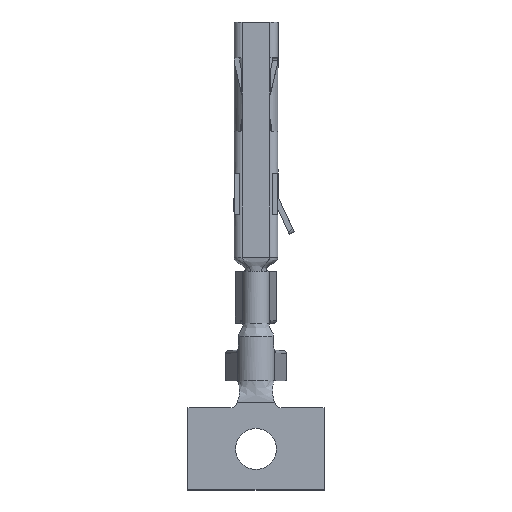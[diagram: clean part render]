
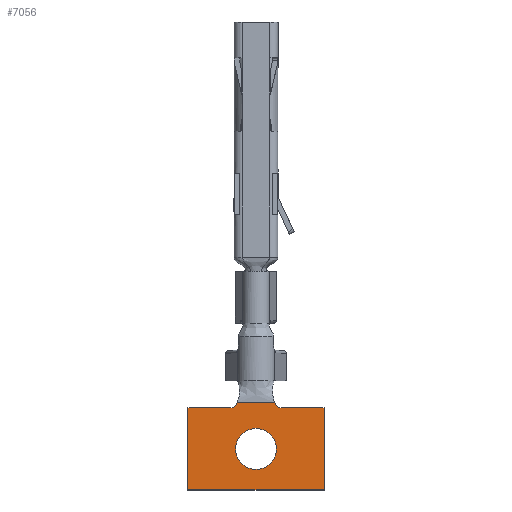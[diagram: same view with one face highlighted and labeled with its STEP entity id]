
A CAD part, top view. The second image highlights one B-rep face of the part: STEP entity #7056.
In plain terms, the highlighted planar face has unit normal (0, 0, 1).
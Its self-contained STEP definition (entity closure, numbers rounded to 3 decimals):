
#6941=CARTESIAN_POINT('',(0.681,-12.6,0.));
#6942=VERTEX_POINT('',#6941);
#6954=CARTESIAN_POINT('',(-0.681,-12.6,0.));
#6955=VERTEX_POINT('',#6954);
#6963=CARTESIAN_POINT('',(-0.681,-12.6,0.));
#6964=DIRECTION('',(1.,0.,0.));
#6965=VECTOR('',#6964,1.362);
#6966=LINE('',#6963,#6965);
#6967=EDGE_CURVE('',#6955,#6942,#6966,.T.);
#6972=CARTESIAN_POINT('',(0.,0.,0.));
#6973=DIRECTION('',(-1.,0.,0.));
#6974=DIRECTION('',(0.,0.,1.));
#6975=AXIS2_PLACEMENT_3D('',#6972,#6974,#6973);
#6976=PLANE('',#6975);
#6977=CARTESIAN_POINT('',(-0.964,-12.8,0.));
#6978=VERTEX_POINT('',#6977);
#6979=CARTESIAN_POINT('',(-0.964,-12.5,0.));
#6980=DIRECTION('',(0.943,-0.333,0.));
#6981=DIRECTION('',(-0.,0.,-1.));
#6982=AXIS2_PLACEMENT_3D('',#6979,#6981,#6980);
#6983=CIRCLE('',#6982,0.3);
#6984=EDGE_CURVE('',#6955,#6978,#6983,.T.);
#6985=ORIENTED_EDGE('',*,*,#6984,.T.);
#6986=CARTESIAN_POINT('',(-2.485,-12.8,0.));
#6987=VERTEX_POINT('',#6986);
#6988=CARTESIAN_POINT('',(-0.964,-12.8,0.));
#6989=DIRECTION('',(-1.,0.,0.));
#6990=VECTOR('',#6989,1.521);
#6991=LINE('',#6988,#6990);
#6992=EDGE_CURVE('',#6978,#6987,#6991,.T.);
#6993=ORIENTED_EDGE('',*,*,#6992,.T.);
#6994=CARTESIAN_POINT('',(-2.485,-15.8,0.));
#6995=VERTEX_POINT('',#6994);
#6996=CARTESIAN_POINT('',(-2.485,-12.8,0.));
#6997=DIRECTION('',(0.,-1.,0.));
#6998=VECTOR('',#6997,3.);
#6999=LINE('',#6996,#6998);
#7000=EDGE_CURVE('',#6987,#6995,#6999,.T.);
#7001=ORIENTED_EDGE('',*,*,#7000,.T.);
#7002=CARTESIAN_POINT('',(2.485,-15.8,0.));
#7003=VERTEX_POINT('',#7002);
#7004=CARTESIAN_POINT('',(-2.485,-15.8,0.));
#7005=DIRECTION('',(1.,0.,0.));
#7006=VECTOR('',#7005,4.97);
#7007=LINE('',#7004,#7006);
#7008=EDGE_CURVE('',#6995,#7003,#7007,.T.);
#7009=ORIENTED_EDGE('',*,*,#7008,.T.);
#7010=CARTESIAN_POINT('',(2.485,-12.8,0.));
#7011=VERTEX_POINT('',#7010);
#7012=CARTESIAN_POINT('',(2.485,-15.8,0.));
#7013=DIRECTION('',(0.,1.,0.));
#7014=VECTOR('',#7013,3.);
#7015=LINE('',#7012,#7014);
#7016=EDGE_CURVE('',#7003,#7011,#7015,.T.);
#7017=ORIENTED_EDGE('',*,*,#7016,.T.);
#7018=CARTESIAN_POINT('',(0.964,-12.8,0.));
#7019=VERTEX_POINT('',#7018);
#7020=CARTESIAN_POINT('',(2.485,-12.8,0.));
#7021=DIRECTION('',(-1.,0.,0.));
#7022=VECTOR('',#7021,1.521);
#7023=LINE('',#7020,#7022);
#7024=EDGE_CURVE('',#7011,#7019,#7023,.T.);
#7025=ORIENTED_EDGE('',*,*,#7024,.T.);
#7026=CARTESIAN_POINT('',(0.964,-12.5,0.));
#7027=DIRECTION('',(0.,-1.,0.));
#7028=DIRECTION('',(0.,0.,-1.));
#7029=AXIS2_PLACEMENT_3D('',#7026,#7028,#7027);
#7030=CIRCLE('',#7029,0.3);
#7031=EDGE_CURVE('',#7019,#6942,#7030,.T.);
#7032=ORIENTED_EDGE('',*,*,#7031,.T.);
#7033=ORIENTED_EDGE('',*,*,#6967,.F.);
#7034=EDGE_LOOP('',(#6985,#6993,#7001,#7009,#7017,#7025,#7032,#7033));
#7035=FACE_OUTER_BOUND('',#7034,.T.);
#7036=CARTESIAN_POINT('',(-0.75,-14.3,0.));
#7037=VERTEX_POINT('',#7036);
#7038=CARTESIAN_POINT('',(0.75,-14.3,0.));
#7039=VERTEX_POINT('',#7038);
#7040=CARTESIAN_POINT('',(0.,-14.3,0.));
#7041=DIRECTION('',(-1.,0.,0.));
#7042=DIRECTION('',(0.,0.,-1.));
#7043=AXIS2_PLACEMENT_3D('',#7040,#7042,#7041);
#7044=CIRCLE('',#7043,0.75);
#7045=EDGE_CURVE('',#7037,#7039,#7044,.T.);
#7046=ORIENTED_EDGE('',*,*,#7045,.T.);
#7047=CARTESIAN_POINT('',(0.,-14.3,0.));
#7048=DIRECTION('',(1.,0.,0.));
#7049=DIRECTION('',(-0.,0.,-1.));
#7050=AXIS2_PLACEMENT_3D('',#7047,#7049,#7048);
#7051=CIRCLE('',#7050,0.75);
#7052=EDGE_CURVE('',#7039,#7037,#7051,.T.);
#7053=ORIENTED_EDGE('',*,*,#7052,.T.);
#7054=EDGE_LOOP('',(#7046,#7053));
#7055=FACE_BOUND('',#7054,.T.);
#7056=ADVANCED_FACE('',(#7035,#7055),#6976,.T.);
